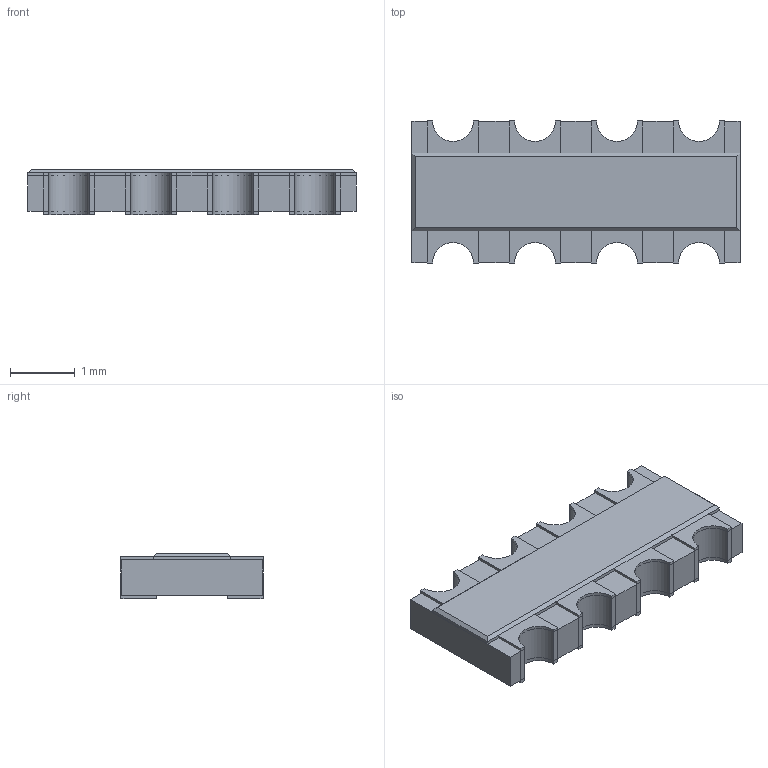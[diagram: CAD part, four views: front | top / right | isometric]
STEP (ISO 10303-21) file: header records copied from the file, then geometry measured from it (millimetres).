
FILE_DESCRIPTION(('FreeCAD Model'),'2;1');
FILE_NAME('Open CASCADE Shape Model','2024-01-10T14:42:39',(''),(''), 'Open CASCADE STEP processor 7.6','FreeCAD','Unknown');
FILE_SCHEMA(('AUTOMOTIVE_DESIGN { 1 0 10303 214 1 1 1 1 }'));
Length unit declared in the file: millimetre
Products named in the file (4): s8v; Alumina_substrate_s8v; Protective_coating_s8v; Terminals_s8v
Assembly tree (3 placements, depth 2):
  s8v
    Alumina_substrate_s8v
    Protective_coating_s8v
    Terminals_s8v
Bounding box: 5.08 x 2.2 x 0.7 mm (x, y, z)
Volume: 7.5 mm3; surface area: 62.8 mm2
Topology: 10 solids, 10 shells, 96 faces, 224 edges, 148 vertices
Faces by surface type: plane 80, cylinder 16
Entity records: 2909 total; most frequent: CARTESIAN_POINT 472, DIRECTION 456, ORIENTED_EDGE 448, EDGE_CURVE 224, LINE 192, VECTOR 192, VERTEX_POINT 148, AXIS2_PLACEMENT_3D 132
